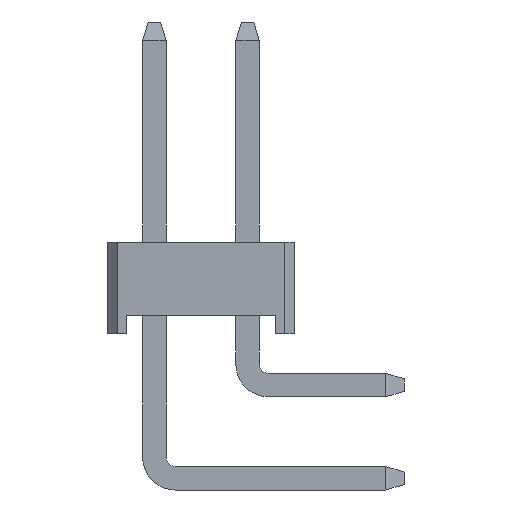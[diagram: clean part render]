
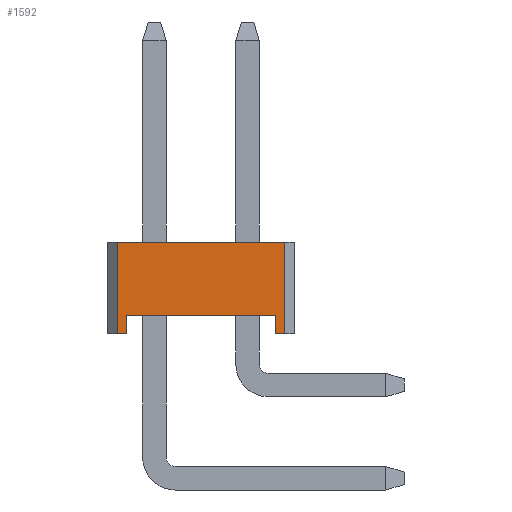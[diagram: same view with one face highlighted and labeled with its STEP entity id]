
A CAD part, left-side view. The second image highlights one B-rep face of the part: STEP entity #1592.
In plain terms, the highlighted planar face has unit normal (-1, 0, 0).
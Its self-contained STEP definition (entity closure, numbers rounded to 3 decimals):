
#44 = CARTESIAN_POINT ( 'NONE',  ( -1.27, 0.5, 0.5 ) ) ;
#96 = VECTOR ( 'NONE', #9045, 1000. ) ;
#405 = LINE ( 'NONE', #8948, #10026 ) ;
#447 = DIRECTION ( 'NONE',  ( 0., 0., 1. ) ) ;
#522 = CARTESIAN_POINT ( 'NONE',  ( -1.27, 0., 0. ) ) ;
#578 = CARTESIAN_POINT ( 'NONE',  ( -1.27, 0.254, 0. ) ) ;
#1080 = VERTEX_POINT ( 'NONE', #4284 ) ;
#1175 = DIRECTION ( 'NONE',  ( 0., 1., 0. ) ) ;
#1277 = DIRECTION ( 'NONE',  ( 0., -1., 0. ) ) ;
#1280 = ORIENTED_EDGE ( 'NONE', *, *, #5147, .F. ) ;
#1483 = FACE_OUTER_BOUND ( 'NONE', #3440, .T. ) ;
#1592 = ADVANCED_FACE ( 'NONE', ( #1483 ), #2668, .F. ) ;
#1860 = VERTEX_POINT ( 'NONE', #44 ) ;
#1866 = ORIENTED_EDGE ( 'NONE', *, *, #15349, .F. ) ;
#1942 = LINE ( 'NONE', #3202, #9438 ) ;
#2132 = EDGE_CURVE ( 'NONE', #1860, #12328, #405, .T. ) ;
#2668 = PLANE ( 'NONE',  #6736 ) ;
#2908 = EDGE_CURVE ( 'NONE', #9303, #12328, #11194, .T. ) ;
#3054 = VERTEX_POINT ( 'NONE', #9140 ) ;
#3202 = CARTESIAN_POINT ( 'NONE',  ( -1.27, 5.08, 2.5 ) ) ;
#3251 = ORIENTED_EDGE ( 'NONE', *, *, #9146, .T. ) ;
#3440 = EDGE_LOOP ( 'NONE', ( #3251, #1280, #11970, #1866, #7952, #14831, #7309, #7568 ) ) ;
#3702 = LINE ( 'NONE', #11917, #11821 ) ;
#3838 = DIRECTION ( 'NONE',  ( 0., 0., -1. ) ) ;
#3858 = CARTESIAN_POINT ( 'NONE',  ( -1.27, 4.58, 0.5 ) ) ;
#4284 = CARTESIAN_POINT ( 'NONE',  ( -1.27, 0.254, 0. ) ) ;
#5126 = DIRECTION ( 'NONE',  ( 0., 1., 0. ) ) ;
#5147 = EDGE_CURVE ( 'NONE', #1080, #3054, #3702, .T. ) ;
#5777 = CARTESIAN_POINT ( 'NONE',  ( -1.27, 0.254, 2.5 ) ) ;
#6537 = LINE ( 'NONE', #578, #96 ) ;
#6585 = LINE ( 'NONE', #12247, #8912 ) ;
#6736 = AXIS2_PLACEMENT_3D ( 'NONE', #522, #7430, #3838 ) ;
#6800 = DIRECTION ( 'NONE',  ( 0., 0., -1. ) ) ;
#7045 = VECTOR ( 'NONE', #447, 1000. ) ;
#7309 = ORIENTED_EDGE ( 'NONE', *, *, #2908, .T. ) ;
#7422 = EDGE_CURVE ( 'NONE', #9303, #9623, #13972, .T. ) ;
#7430 = DIRECTION ( 'NONE',  ( 1., 0., 0. ) ) ;
#7559 = EDGE_CURVE ( 'NONE', #9623, #8117, #6585, .T. ) ;
#7568 = ORIENTED_EDGE ( 'NONE', *, *, #2132, .F. ) ;
#7669 = CARTESIAN_POINT ( 'NONE',  ( -1.27, 4.826, 2.5 ) ) ;
#7758 = DIRECTION ( 'NONE',  ( 0., 0., 1. ) ) ;
#7952 = ORIENTED_EDGE ( 'NONE', *, *, #7559, .F. ) ;
#8117 = VERTEX_POINT ( 'NONE', #7669 ) ;
#8643 = VERTEX_POINT ( 'NONE', #5777 ) ;
#8912 = VECTOR ( 'NONE', #7758, 1000. ) ;
#8948 = CARTESIAN_POINT ( 'NONE',  ( -1.27, 0., 0.5 ) ) ;
#9045 = DIRECTION ( 'NONE',  ( 0., 0., -1. ) ) ;
#9140 = CARTESIAN_POINT ( 'NONE',  ( -1.27, 0.5, 0. ) ) ;
#9146 = EDGE_CURVE ( 'NONE', #1860, #3054, #15033, .T. ) ;
#9303 = VERTEX_POINT ( 'NONE', #14391 ) ;
#9438 = VECTOR ( 'NONE', #1277, 1000. ) ;
#9623 = VERTEX_POINT ( 'NONE', #14209 ) ;
#9708 = CARTESIAN_POINT ( 'NONE',  ( -1.27, 4.58, 0. ) ) ;
#10026 = VECTOR ( 'NONE', #5126, 1000. ) ;
#10340 = CARTESIAN_POINT ( 'NONE',  ( -1.27, 0.5, 0.5 ) ) ;
#11194 = LINE ( 'NONE', #9708, #7045 ) ;
#11544 = CARTESIAN_POINT ( 'NONE',  ( -1.27, 0., 0. ) ) ;
#11803 = EDGE_CURVE ( 'NONE', #8643, #1080, #6537, .T. ) ;
#11821 = VECTOR ( 'NONE', #1175, 1000. ) ;
#11917 = CARTESIAN_POINT ( 'NONE',  ( -1.27, 0., 0. ) ) ;
#11970 = ORIENTED_EDGE ( 'NONE', *, *, #11803, .F. ) ;
#12247 = CARTESIAN_POINT ( 'NONE',  ( -1.27, 4.826, 0. ) ) ;
#12328 = VERTEX_POINT ( 'NONE', #3858 ) ;
#12887 = DIRECTION ( 'NONE',  ( 0., 1., 0. ) ) ;
#13950 = VECTOR ( 'NONE', #6800, 1000. ) ;
#13972 = LINE ( 'NONE', #11544, #15401 ) ;
#14209 = CARTESIAN_POINT ( 'NONE',  ( -1.27, 4.826, 0. ) ) ;
#14391 = CARTESIAN_POINT ( 'NONE',  ( -1.27, 4.58, 0. ) ) ;
#14831 = ORIENTED_EDGE ( 'NONE', *, *, #7422, .F. ) ;
#15033 = LINE ( 'NONE', #10340, #13950 ) ;
#15349 = EDGE_CURVE ( 'NONE', #8117, #8643, #1942, .T. ) ;
#15401 = VECTOR ( 'NONE', #12887, 1000. ) ;
